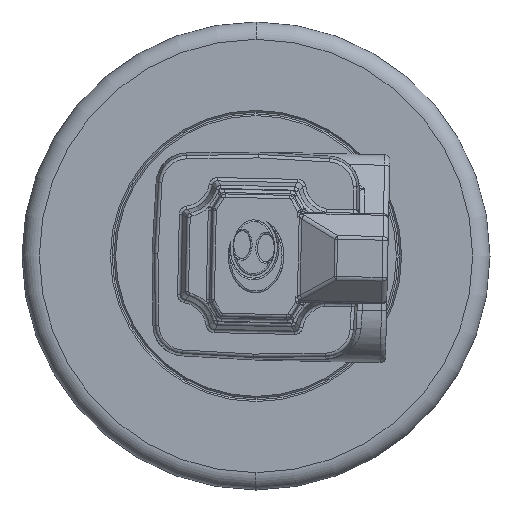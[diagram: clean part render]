
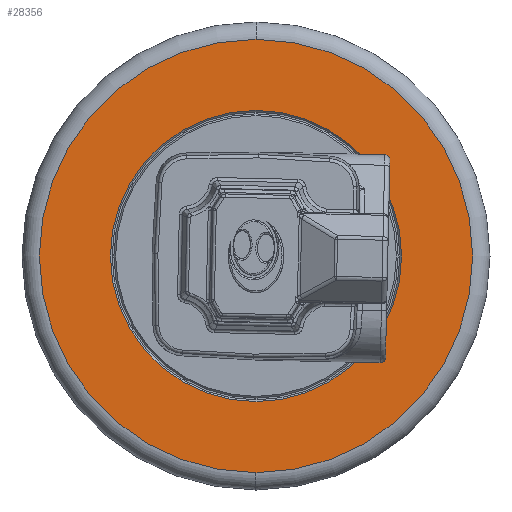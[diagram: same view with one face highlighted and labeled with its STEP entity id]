
A CAD part, left-side view. The second image highlights one B-rep face of the part: STEP entity #28356.
In plain terms, the highlighted planar face has unit normal (-1, 0, 0).
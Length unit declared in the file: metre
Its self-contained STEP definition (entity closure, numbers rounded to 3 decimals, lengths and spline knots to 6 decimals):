
#10143 = AXIS2_PLACEMENT_3D ( 'NONE', #10147, #10153, #10152 ) ;
#10147 = CARTESIAN_POINT ( 'NONE',  ( 0., 0.0625, 0. ) ) ;
#10148 = PLANE ( 'NONE',  #10143 ) ;
#10152 = DIRECTION ( 'NONE',  ( 0., 0., -1. ) ) ;
#10153 = DIRECTION ( 'NONE',  ( 1., 0., 0. ) ) ;
#18113 = DIRECTION ( 'NONE',  ( 0., 0., -1. ) ) ;
#18115 = DIRECTION ( 'NONE',  ( 1., 0., 0. ) ) ;
#18117 = AXIS2_PLACEMENT_3D ( 'NONE', #18124, #18115, #18113 ) ;
#18124 = CARTESIAN_POINT ( 'NONE',  ( 0., 0., 0. ) ) ;
#18126 = CIRCLE ( 'NONE', #18117, 0.042 ) ;
#18157 = CARTESIAN_POINT ( 'NONE',  ( 0., 0., -0.042 ) ) ;
#18214 = CARTESIAN_POINT ( 'NONE',  ( 0., 0., 0.042 ) ) ;
#18335 = CARTESIAN_POINT ( 'NONE',  ( 0., 0., -0.0625 ) ) ;
#18356 = DIRECTION ( 'NONE',  ( 0., 0., 1. ) ) ;
#18357 = DIRECTION ( 'NONE',  ( -1., 0., 0. ) ) ;
#18358 = FACE_OUTER_BOUND ( 'NONE', #28389, .T. ) ;
#18359 = FACE_BOUND ( 'NONE', #28382, .T. ) ;
#18363 = CARTESIAN_POINT ( 'NONE',  ( 0., 0., 0. ) ) ;
#18367 = AXIS2_PLACEMENT_3D ( 'NONE', #18363, #18357, #18356 ) ;
#18382 = CIRCLE ( 'NONE', #18367, 0.0625 ) ;
#18387 = AXIS2_PLACEMENT_3D ( 'NONE', #18475, #18472, #18461 ) ;
#18426 = CIRCLE ( 'NONE', #18387, 0.0625 ) ;
#18451 = DIRECTION ( 'NONE',  ( 1., 0., 0. ) ) ;
#18459 = CIRCLE ( 'NONE', #18503, 0.042 ) ;
#18461 = DIRECTION ( 'NONE',  ( 0., 0., 1. ) ) ;
#18472 = DIRECTION ( 'NONE',  ( -1., 0., 0. ) ) ;
#18475 = CARTESIAN_POINT ( 'NONE',  ( 0., 0., 0. ) ) ;
#18502 = DIRECTION ( 'NONE',  ( 0., 0., -1. ) ) ;
#18503 = AXIS2_PLACEMENT_3D ( 'NONE', #18510, #18451, #18502 ) ;
#18510 = CARTESIAN_POINT ( 'NONE',  ( 0., 0., 0. ) ) ;
#27549 = CARTESIAN_POINT ( 'NONE',  ( 0., 0., 0.0625 ) ) ;
#28115 = VERTEX_POINT ( 'NONE', #27549 ) ;
#28226 = EDGE_CURVE ( 'NONE', #28286, #28247, #18126, .T. ) ;
#28247 = VERTEX_POINT ( 'NONE', #18157 ) ;
#28286 = VERTEX_POINT ( 'NONE', #18214 ) ;
#28343 = VERTEX_POINT ( 'NONE', #18335 ) ;
#28347 = EDGE_CURVE ( 'NONE', #28343, #28115, #18382, .T. ) ;
#28353 = ORIENTED_EDGE ( 'NONE', *, *, #28395, .T. ) ;
#28356 = ADVANCED_FACE ( 'NONE', ( #18359, #18358 ), #10148, .F. ) ;
#28382 = EDGE_LOOP ( 'NONE', ( #28406, #28391 ) ) ;
#28389 = EDGE_LOOP ( 'NONE', ( #28353, #28400 ) ) ;
#28391 = ORIENTED_EDGE ( 'NONE', *, *, #28405, .T. ) ;
#28395 = EDGE_CURVE ( 'NONE', #28115, #28343, #18426, .T. ) ;
#28400 = ORIENTED_EDGE ( 'NONE', *, *, #28347, .T. ) ;
#28405 = EDGE_CURVE ( 'NONE', #28247, #28286, #18459, .T. ) ;
#28406 = ORIENTED_EDGE ( 'NONE', *, *, #28226, .T. ) ;
